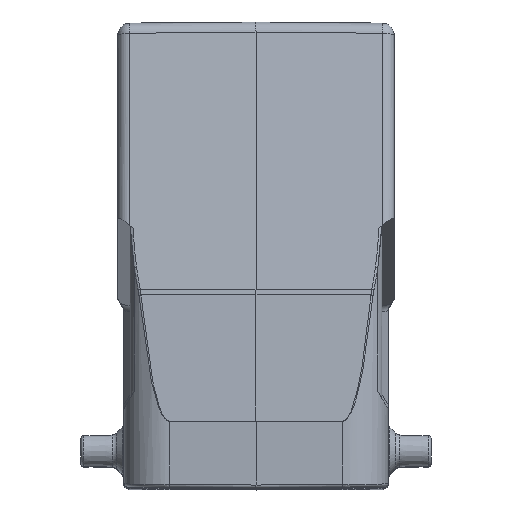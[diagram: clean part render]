
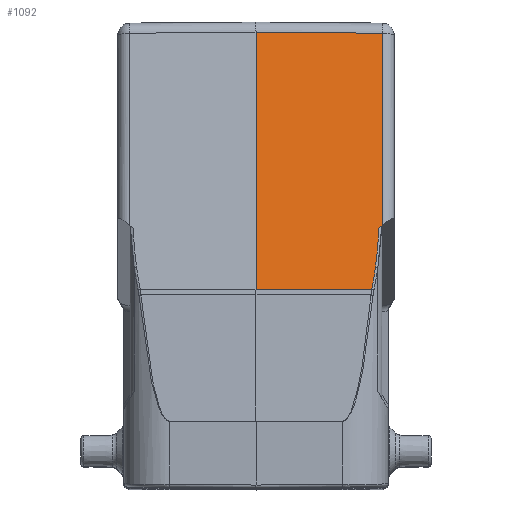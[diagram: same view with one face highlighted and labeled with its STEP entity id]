
A CAD part, top view. The second image highlights one B-rep face of the part: STEP entity #1092.
In plain terms, the highlighted planar face has unit normal (0.009, 0.174, 0.985).
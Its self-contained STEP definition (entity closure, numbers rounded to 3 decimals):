
#649=ELLIPSE('',#9664,40.313,7.);
#1092=ADVANCED_FACE('',(#1808),#1358,.T.);
#1358=PLANE('',#9665);
#1808=FACE_OUTER_BOUND('',#2381,.T.);
#2381=EDGE_LOOP('',(#6006,#6007,#6008,#6009,#6010,#6011,#6012));
#3083=LINE('',#15936,#3781);
#3084=LINE('',#15940,#3782);
#3119=LINE('',#16327,#3817);
#3120=LINE('',#16329,#3818);
#3121=LINE('',#16331,#3819);
#3781=VECTOR('',#11640,1.);
#3782=VECTOR('',#11645,1.);
#3817=VECTOR('',#11916,1.);
#3818=VECTOR('',#11919,1.);
#3819=VECTOR('',#11920,1.);
#6006=ORIENTED_EDGE('',*,*,#8244,.T.);
#6007=ORIENTED_EDGE('',*,*,#8239,.T.);
#6008=ORIENTED_EDGE('',*,*,#8237,.F.);
#6009=ORIENTED_EDGE('',*,*,#8345,.T.);
#6010=ORIENTED_EDGE('',*,*,#8346,.T.);
#6011=ORIENTED_EDGE('',*,*,#8347,.F.);
#6012=ORIENTED_EDGE('',*,*,#8348,.T.);
#7102=VERTEX_POINT('',#15933);
#7103=VERTEX_POINT('',#15937);
#7104=VERTEX_POINT('',#15941);
#7106=VERTEX_POINT('',#15965);
#7166=VERTEX_POINT('',#16313);
#7170=VERTEX_POINT('',#16330);
#7171=VERTEX_POINT('',#16332);
#8237=EDGE_CURVE('',#7102,#7103,#3083,.T.);
#8239=EDGE_CURVE('',#7104,#7103,#3084,.T.);
#8244=EDGE_CURVE('',#7106,#7104,#8799,.T.);
#8345=EDGE_CURVE('',#7102,#7166,#3119,.T.);
#8346=EDGE_CURVE('',#7166,#7170,#3120,.T.);
#8347=EDGE_CURVE('',#7171,#7170,#3121,.T.);
#8348=EDGE_CURVE('',#7171,#7106,#649,.T.);
#8799=CIRCLE('',#9547,62.355);
#9547=AXIS2_PLACEMENT_3D('',#15971,#11650,#11651);
#9664=AXIS2_PLACEMENT_3D('',#16333,#11921,#11922);
#9665=AXIS2_PLACEMENT_3D('',#16334,#11923,#11924);
#11640=DIRECTION('',(0.,-0.985,0.174));
#11645=DIRECTION('',(0.762,0.637,-0.119));
#11650=DIRECTION('',(0.009,0.174,0.985));
#11651=DIRECTION('',(0.,-0.985,0.174));
#11916=DIRECTION('',(-1.,0.009,0.007));
#11919=DIRECTION('',(0.,-0.985,0.174));
#11920=DIRECTION('',(-1.,0.001,0.009));
#11921=DIRECTION('',(0.009,0.174,0.985));
#11922=DIRECTION('',(0.002,-0.985,0.174));
#11923=DIRECTION('',(0.009,0.174,0.985));
#11924=DIRECTION('',(0.,-0.985,0.174));
#15933=CARTESIAN_POINT('',(20.517,19.584,50.546));
#15936=CARTESIAN_POINT('',(20.517,19.584,50.546));
#15937=CARTESIAN_POINT('',(20.517,-11.704,56.062));
#15940=CARTESIAN_POINT('',(19.963,-12.168,56.149));
#15941=CARTESIAN_POINT('',(19.963,-12.168,56.149));
#15965=CARTESIAN_POINT('',(19.449,-18.497,57.27));
#15971=CARTESIAN_POINT('',(-42.367,-10.39,56.388));
#16313=CARTESIAN_POINT('',(0.,19.763,50.696));
#16327=CARTESIAN_POINT('',(20.517,19.584,50.546));
#16329=CARTESIAN_POINT('',(0.,19.763,50.696));
#16330=CARTESIAN_POINT('',(0.,-22.155,58.087));
#16331=CARTESIAN_POINT('',(96.056,-22.264,57.255));
#16332=CARTESIAN_POINT('',(18.848,-22.176,57.924));
#16333=CARTESIAN_POINT('',(14.004,6.729,52.87));
#16334=CARTESIAN_POINT('',(0.,21.415,50.404));
